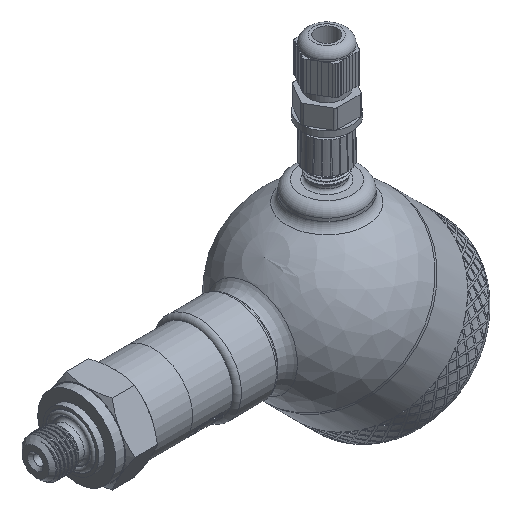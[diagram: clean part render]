
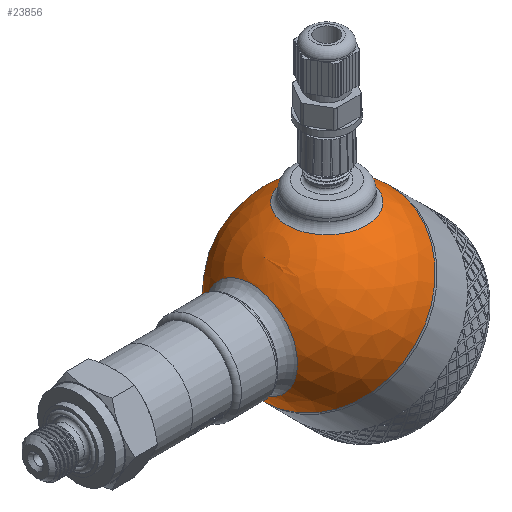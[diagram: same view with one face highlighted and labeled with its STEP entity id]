
A CAD part, isometric view. The second image highlights one B-rep face of the part: STEP entity #23856.
In plain terms, the highlighted spherical face has radius 30 mm.
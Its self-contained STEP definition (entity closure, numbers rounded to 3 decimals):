
#56=SPHERICAL_SURFACE('',#25331,30.);
#140=FACE_BOUND('',#3415,.T.);
#141=FACE_BOUND('',#3416,.T.);
#1855=FACE_OUTER_BOUND('',#3414,.T.);
#3414=EDGE_LOOP('',(#17365,#17366,#17367,#17368));
#3415=EDGE_LOOP('',(#17369));
#3416=EDGE_LOOP('',(#17370));
#4853=CIRCLE('',#25254,30.);
#4854=CIRCLE('',#25255,30.);
#4881=CIRCLE('',#25327,13.5);
#4884=CIRCLE('',#25332,30.);
#4885=CIRCLE('',#25333,15.643);
#9386=VERTEX_POINT('',#33249);
#9387=VERTEX_POINT('',#33251);
#9862=VERTEX_POINT('',#39313);
#9864=VERTEX_POINT('',#39320);
#9865=VERTEX_POINT('',#39322);
#11949=EDGE_CURVE('',#9386,#9387,#4853,.T.);
#11950=EDGE_CURVE('',#9387,#9386,#4854,.T.);
#12665=EDGE_CURVE('',#9862,#9862,#4881,.T.);
#12668=EDGE_CURVE('',#9387,#9864,#4884,.T.);
#12669=EDGE_CURVE('',#9865,#9865,#4885,.T.);
#17365=ORIENTED_EDGE('',*,*,#11950,.F.);
#17366=ORIENTED_EDGE('',*,*,#12668,.T.);
#17367=ORIENTED_EDGE('',*,*,#12668,.F.);
#17368=ORIENTED_EDGE('',*,*,#11949,.F.);
#17369=ORIENTED_EDGE('',*,*,#12669,.F.);
#17370=ORIENTED_EDGE('',*,*,#12665,.F.);
#23856=ADVANCED_FACE('',(#1855,#140,#141),#56,.T.);
#25254=AXIS2_PLACEMENT_3D('',#33252,#26608,#26609);
#25255=AXIS2_PLACEMENT_3D('',#33253,#26610,#26611);
#25327=AXIS2_PLACEMENT_3D('',#39314,#27006,#27007);
#25331=AXIS2_PLACEMENT_3D('',#39319,#27014,#27015);
#25332=AXIS2_PLACEMENT_3D('',#39321,#27016,#27017);
#25333=AXIS2_PLACEMENT_3D('',#39323,#27018,#27019);
#26608=DIRECTION('center_axis',(1.,0.,0.));
#26609=DIRECTION('ref_axis',(0.,1.,0.));
#26610=DIRECTION('center_axis',(1.,0.,0.));
#26611=DIRECTION('ref_axis',(0.,1.,0.));
#27006=DIRECTION('center_axis',(-0.707,0.,-0.707));
#27007=DIRECTION('ref_axis',(-0.707,0.,0.707));
#27014=DIRECTION('center_axis',(1.,0.,0.));
#27015=DIRECTION('ref_axis',(0.,-1.,0.));
#27016=DIRECTION('center_axis',(0.,0.,1.));
#27017=DIRECTION('ref_axis',(0.,1.,0.));
#27018=DIRECTION('center_axis',(-0.707,0.,0.707));
#27019=DIRECTION('ref_axis',(0.707,0.,0.707));
#33249=CARTESIAN_POINT('',(0.,-30.,0.));
#33251=CARTESIAN_POINT('',(0.,30.,0.));
#33252=CARTESIAN_POINT('Origin',(0.,0.,0.));
#33253=CARTESIAN_POINT('Origin',(0.,0.,0.));
#39313=CARTESIAN_POINT('',(-9.398,0.,-28.49));
#39314=CARTESIAN_POINT('Origin',(-18.944,0.,-18.944));
#39319=CARTESIAN_POINT('Origin',(0.,0.,0.));
#39320=CARTESIAN_POINT('',(-30.,0.,0.));
#39321=CARTESIAN_POINT('Origin',(0.,0.,0.));
#39322=CARTESIAN_POINT('',(-29.162,0.,7.04));
#39323=CARTESIAN_POINT('Origin',(-18.101,0.,18.101));
